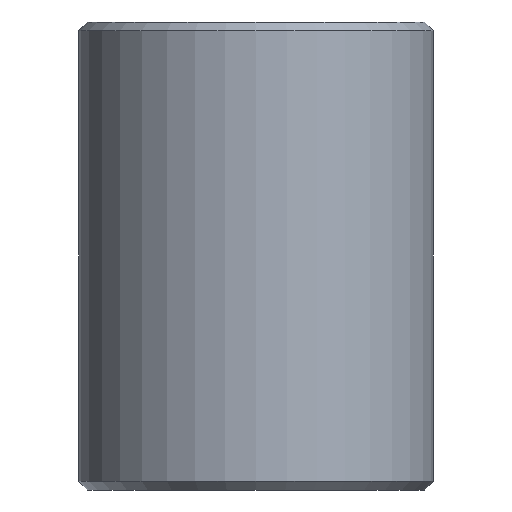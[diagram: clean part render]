
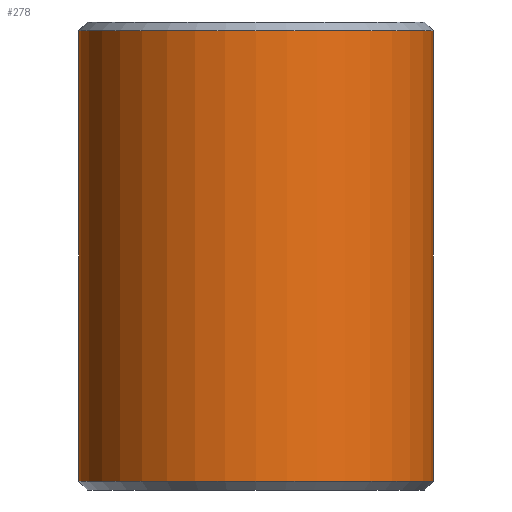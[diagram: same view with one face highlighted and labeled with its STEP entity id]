
A CAD part, front view. The second image highlights one B-rep face of the part: STEP entity #278.
In plain terms, the highlighted cylindrical face has radius 12.5 mm (diameter 25 mm), a partial arc.
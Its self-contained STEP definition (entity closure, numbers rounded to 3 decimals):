
#39=DIRECTION('',(0.,0.,1.));
#40=VECTOR('',#39,31.8);
#41=CARTESIAN_POINT('',(12.5,0.,0.6));
#42=LINE('',#41,#40);
#71=CARTESIAN_POINT('',(0.,0.,32.4));
#72=DIRECTION('',(0.,0.,1.));
#73=DIRECTION('',(-1.,0.,0.));
#74=AXIS2_PLACEMENT_3D('',#71,#72,#73);
#76=CARTESIAN_POINT('',(0.,0.,0.6));
#77=DIRECTION('',(0.,0.,-1.));
#78=DIRECTION('',(1.,0.,0.));
#79=AXIS2_PLACEMENT_3D('',#76,#77,#78);
#81=DIRECTION('',(0.,0.,1.));
#82=VECTOR('',#81,31.8);
#83=CARTESIAN_POINT('',(-12.5,0.,
0.6));
#84=LINE('',#83,#82);
#133=CARTESIAN_POINT('',(-12.5,0.,32.4));
#134=CARTESIAN_POINT('',(12.5,0.,32.4));
#135=VERTEX_POINT('',#133);
#136=VERTEX_POINT('',#134);
#141=CARTESIAN_POINT('',(12.5,0.,0.6));
#142=CARTESIAN_POINT('',(-12.5,0.,0.6));
#143=VERTEX_POINT('',#141);
#144=VERTEX_POINT('',#142);
#267=CARTESIAN_POINT('',(0.,0.,0.));
#268=DIRECTION('',(0.,0.,1.));
#269=DIRECTION('',(1.,0.,0.));
#270=AXIS2_PLACEMENT_3D('',#267,#268,#269);
#271=CYLINDRICAL_SURFACE('',#270,12.5);
#272=ORIENTED_EDGE('',*,*,#261,.T.);
#273=ORIENTED_EDGE('',*,*,#217,.F.);
#274=ORIENTED_EDGE('',*,*,#187,.T.);
#275=ORIENTED_EDGE('',*,*,#214,.T.);
#276=EDGE_LOOP('',(#272,#273,#274,#275));
#277=FACE_OUTER_BOUND('',#276,.F.);
#278=ADVANCED_FACE('',(#277),#271,.T.);
#75=CIRCLE('',#74,12.5);
#80=CIRCLE('',#79,12.5);
#187=EDGE_CURVE('',#143,#144,#80,.T.);
#214=EDGE_CURVE('',#144,#135,#84,.T.);
#217=EDGE_CURVE('',#143,#136,#42,.T.);
#261=EDGE_CURVE('',#135,#136,#75,.T.);
